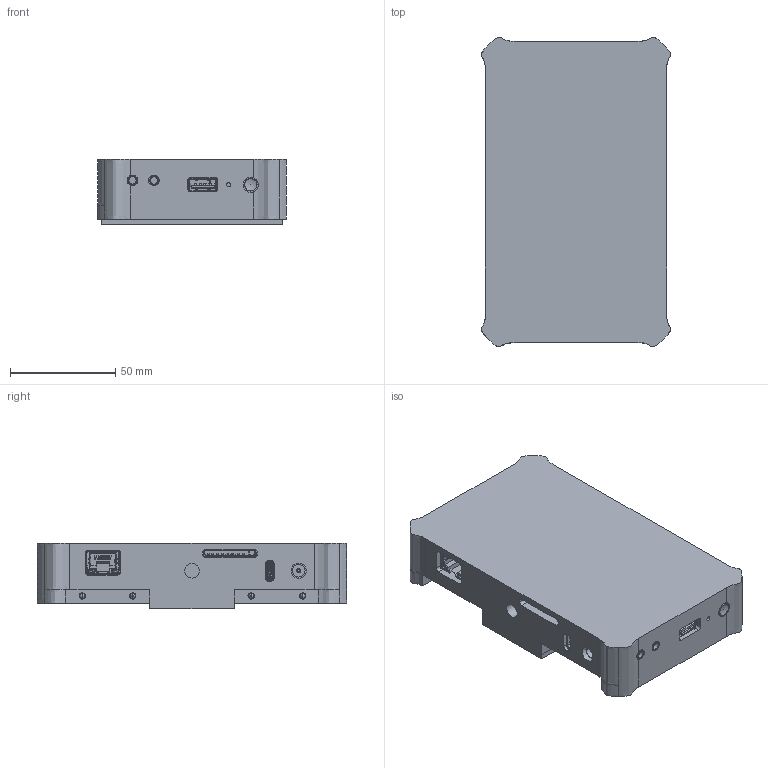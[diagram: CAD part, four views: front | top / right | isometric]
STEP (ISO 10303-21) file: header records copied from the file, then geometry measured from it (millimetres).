
FILE_DESCRIPTION(/* description */ (''),/* implementation_level */ '2;1');
FILE_NAME(/* name */ 'vidimo pro 5-3.stp',/* time_stamp */ '2023-07-19T14:11:54+08:00',/* author */ (''),/* organization */ (''),/* preprocessor_version */ 'ST-DEVELOPER v16.7',/* originating_system */ 'SIEMENS PLM Software NX 12.0',/* authorisation */ '');
FILE_SCHEMA (('AP203_CONFIGURATION_CONTROLLED_3D_DESIGN_OF_MECHANICAL_PARTS_AND_ASSEMBLIES_MIM_LF { 1 0 10303 403 2 1 2}'));
Products named in the file (1): zw2D28FBEB0r5i
Bounding box: 89.98 x 147.18 x 31 mm (x, y, z)
Volume: 305623.3 mm3; surface area: 64469.7 mm2
Topology: 17 solids, 17 shells, 5203 faces, 14256 edges, 9204 vertices
Faces by surface type: plane 3831, cylinder 1137, bspline 144, torus 35, cone 32, extrusion 16, sphere 8
Full cylindrical faces by diameter (mm): 2 x1, 3.5 x2, 4 x1, 5 x2, 6 x1, 7 x1, 7.2 x1, 8 x1, 33 x1
Entity records: 170042 total; most frequent: CARTESIAN_POINT 37760, ORIENTED_EDGE 28466, DIRECTION 25868, EDGE_CURVE 14233, VECTOR 11430, LINE 11414, VERTEX_POINT 9197, AXIS2_PLACEMENT_3D 7219
